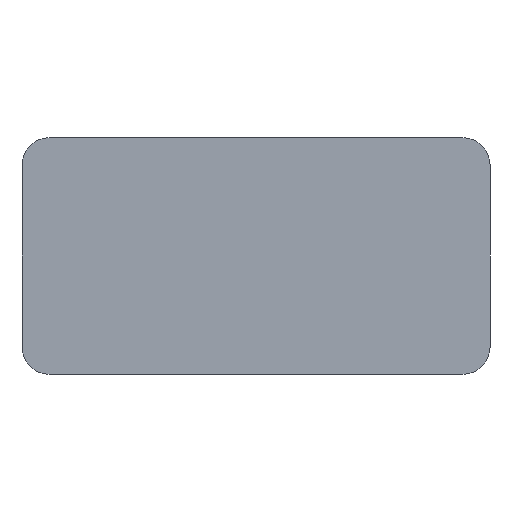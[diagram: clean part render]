
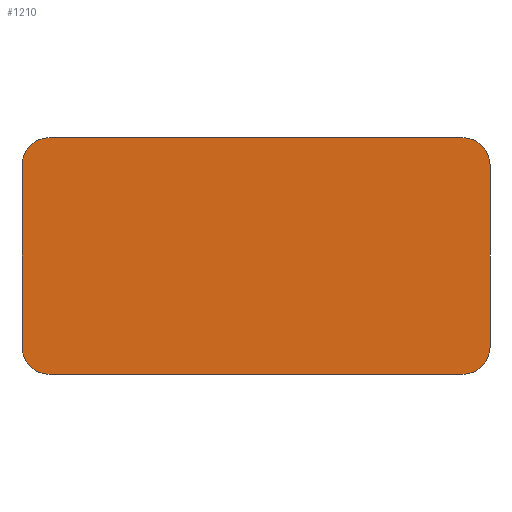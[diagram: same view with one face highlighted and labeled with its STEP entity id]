
A CAD part, front view. The second image highlights one B-rep face of the part: STEP entity #1210.
In plain terms, the highlighted planar face has unit normal (0, -1, 0).
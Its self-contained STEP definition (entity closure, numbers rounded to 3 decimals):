
#37=CIRCLE('',#1297,5.5);
#39=CIRCLE('',#1301,5.5);
#41=CIRCLE('',#1305,5.5);
#43=CIRCLE('',#1309,5.5);
#120=FACE_OUTER_BOUND('',#190,.T.);
#190=EDGE_LOOP('',(#1087,#1088,#1089,#1090,#1091,#1092,#1093,#1094));
#319=LINE('',#1933,#463);
#324=LINE('',#1947,#468);
#328=LINE('',#1959,#472);
#332=LINE('',#1971,#476);
#463=VECTOR('',#1585,10.);
#468=VECTOR('',#1598,10.);
#472=VECTOR('',#1610,10.);
#476=VECTOR('',#1622,10.);
#575=VERTEX_POINT('',#1931);
#576=VERTEX_POINT('',#1932);
#579=VERTEX_POINT('',#1940);
#581=VERTEX_POINT('',#1946);
#583=VERTEX_POINT('',#1952);
#585=VERTEX_POINT('',#1958);
#587=VERTEX_POINT('',#1964);
#589=VERTEX_POINT('',#1970);
#735=EDGE_CURVE('',#575,#576,#319,.T.);
#739=EDGE_CURVE('',#579,#576,#37,.T.);
#742=EDGE_CURVE('',#579,#581,#324,.T.);
#745=EDGE_CURVE('',#583,#581,#39,.T.);
#748=EDGE_CURVE('',#583,#585,#328,.T.);
#751=EDGE_CURVE('',#587,#585,#41,.T.);
#754=EDGE_CURVE('',#587,#589,#332,.T.);
#757=EDGE_CURVE('',#575,#589,#43,.T.);
#1087=ORIENTED_EDGE('',*,*,#757,.F.);
#1088=ORIENTED_EDGE('',*,*,#735,.T.);
#1089=ORIENTED_EDGE('',*,*,#739,.F.);
#1090=ORIENTED_EDGE('',*,*,#742,.T.);
#1091=ORIENTED_EDGE('',*,*,#745,.F.);
#1092=ORIENTED_EDGE('',*,*,#748,.T.);
#1093=ORIENTED_EDGE('',*,*,#751,.F.);
#1094=ORIENTED_EDGE('',*,*,#754,.T.);
#1146=PLANE('',#1312);
#1210=ADVANCED_FACE('',(#120),#1146,.F.);
#1297=AXIS2_PLACEMENT_3D('',#1941,#1591,#1592);
#1301=AXIS2_PLACEMENT_3D('',#1953,#1603,#1604);
#1305=AXIS2_PLACEMENT_3D('',#1965,#1615,#1616);
#1309=AXIS2_PLACEMENT_3D('',#1976,#1627,#1628);
#1312=AXIS2_PLACEMENT_3D('',#1979,#1633,#1634);
#1585=DIRECTION('',(1.,0.,0.));
#1591=DIRECTION('center_axis',(0.,1.,0.));
#1592=DIRECTION('ref_axis',(1.,0.,0.));
#1598=DIRECTION('',(0.,0.,1.));
#1603=DIRECTION('center_axis',(0.,1.,0.));
#1604=DIRECTION('ref_axis',(0.,0.,1.));
#1610=DIRECTION('',(-1.,0.,0.));
#1615=DIRECTION('center_axis',(0.,1.,0.));
#1616=DIRECTION('ref_axis',(-1.,0.,0.));
#1622=DIRECTION('',(0.,0.,-1.));
#1627=DIRECTION('center_axis',(0.,1.,0.));
#1628=DIRECTION('ref_axis',(0.,0.,-1.));
#1633=DIRECTION('center_axis',(0.,1.,0.));
#1634=DIRECTION('ref_axis',(1.,0.,0.));
#1931=CARTESIAN_POINT('',(-42.,0.,-24.));
#1932=CARTESIAN_POINT('',(42.,0.,-24.));
#1933=CARTESIAN_POINT('',(-42.,0.,-24.));
#1940=CARTESIAN_POINT('',(47.5,0.,-18.5));
#1941=CARTESIAN_POINT('Origin',(42.,0.,-18.5));
#1946=CARTESIAN_POINT('',(47.5,0.,18.5));
#1947=CARTESIAN_POINT('',(47.5,0.,-18.5));
#1952=CARTESIAN_POINT('',(42.,0.,24.));
#1953=CARTESIAN_POINT('Origin',(42.,0.,18.5));
#1958=CARTESIAN_POINT('',(-42.,0.,24.));
#1959=CARTESIAN_POINT('',(42.,0.,24.));
#1964=CARTESIAN_POINT('',(-47.5,0.,18.5));
#1965=CARTESIAN_POINT('Origin',(-42.,0.,18.5));
#1970=CARTESIAN_POINT('',(-47.5,0.,-18.5));
#1971=CARTESIAN_POINT('',(-47.5,0.,18.5));
#1976=CARTESIAN_POINT('Origin',(-42.,0.,-18.5));
#1979=CARTESIAN_POINT('Origin',(0.,0.,0.));
